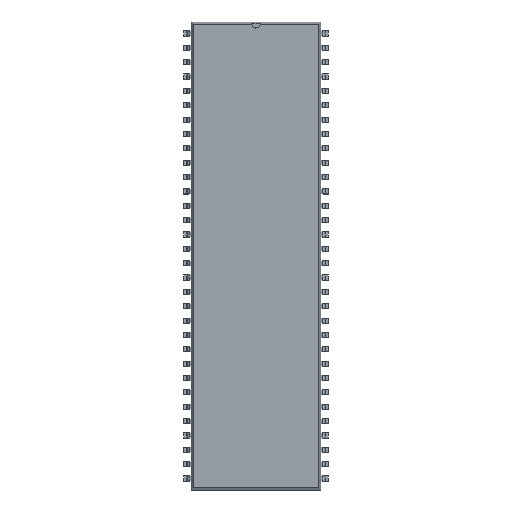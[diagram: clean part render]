
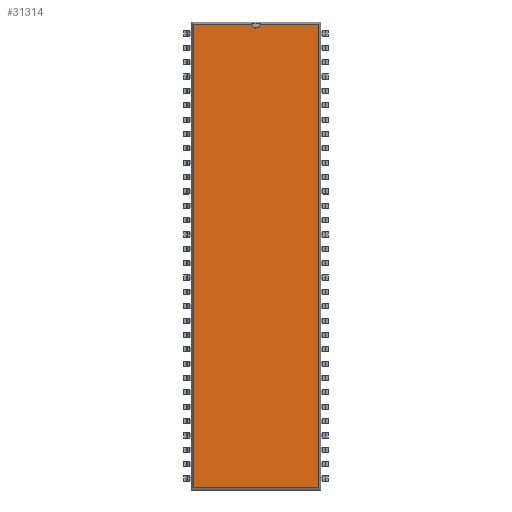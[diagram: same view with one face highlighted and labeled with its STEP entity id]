
A CAD part, top view. The second image highlights one B-rep face of the part: STEP entity #31314.
In plain terms, the highlighted planar face has unit normal (0, 0, 1).
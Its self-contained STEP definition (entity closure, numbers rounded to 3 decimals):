
#20403 = VERTEX_POINT('',#20404);
#20404 = CARTESIAN_POINT('',(11.101,41.003,3.68));
#20409 = EDGE_CURVE('',#20410,#20403,#20412,.T.);
#20410 = VERTEX_POINT('',#20411);
#20411 = CARTESIAN_POINT('',(11.101,-41.003,3.68));
#20412 = LINE('',#20413,#20414);
#20413 = CARTESIAN_POINT('',(11.101,-41.003,3.68));
#20414 = VECTOR('',#20415,1.);
#20415 = DIRECTION('',(0.,1.,0.));
#25713 = VERTEX_POINT('',#25714);
#25714 = CARTESIAN_POINT('',(-11.101,41.003,3.68));
#25719 = EDGE_CURVE('',#25720,#25713,#25722,.T.);
#25720 = VERTEX_POINT('',#25721);
#25721 = CARTESIAN_POINT('',(-0.746,41.003,3.68));
#25722 = LINE('',#25723,#25724);
#25723 = CARTESIAN_POINT('',(11.101,41.003,3.68));
#25724 = VECTOR('',#25725,1.);
#25725 = DIRECTION('',(-1.,0.,0.));
#25748 = VERTEX_POINT('',#25749);
#25749 = CARTESIAN_POINT('',(0.746,41.003,3.68));
#25760 = EDGE_CURVE('',#20403,#25748,#25761,.T.);
#25761 = LINE('',#25762,#25763);
#25762 = CARTESIAN_POINT('',(11.101,41.003,3.68));
#25763 = VECTOR('',#25764,1.);
#25764 = DIRECTION('',(-1.,0.,0.));
#26000 = VERTEX_POINT('',#26001);
#26001 = CARTESIAN_POINT('',(-11.101,-41.003,3.68));
#26006 = EDGE_CURVE('',#25713,#26000,#26007,.T.);
#26007 = LINE('',#26008,#26009);
#26008 = CARTESIAN_POINT('',(-11.101,41.003,3.68));
#26009 = VECTOR('',#26010,1.);
#26010 = DIRECTION('',(0.,-1.,0.));
#31303 = EDGE_CURVE('',#26000,#20410,#31304,.T.);
#31304 = LINE('',#31305,#31306);
#31305 = CARTESIAN_POINT('',(-11.101,-41.003,3.68));
#31306 = VECTOR('',#31307,1.);
#31307 = DIRECTION('',(1.,0.,0.));
#31314 = ADVANCED_FACE('',(#31315),#31338,.F.);
#31315 = FACE_BOUND('',#31316,.F.);
#31316 = EDGE_LOOP('',(#31317,#31318,#31319,#31320,#31321,#31330,#31337)
);
#31317 = ORIENTED_EDGE('',*,*,#20409,.F.);
#31318 = ORIENTED_EDGE('',*,*,#31303,.F.);
#31319 = ORIENTED_EDGE('',*,*,#26006,.F.);
#31320 = ORIENTED_EDGE('',*,*,#25719,.F.);
#31321 = ORIENTED_EDGE('',*,*,#31322,.F.);
#31322 = EDGE_CURVE('',#31323,#25720,#31325,.T.);
#31323 = VERTEX_POINT('',#31324);
#31324 = CARTESIAN_POINT('',(0.,40.328,3.68));
#31325 = CIRCLE('',#31326,0.75);
#31326 = AXIS2_PLACEMENT_3D('',#31327,#31328,#31329);
#31327 = CARTESIAN_POINT('',(0.,41.078,3.68));
#31328 = DIRECTION('',(0.,0.,-1.));
#31329 = DIRECTION('',(0.,-1.,0.));
#31330 = ORIENTED_EDGE('',*,*,#31331,.F.);
#31331 = EDGE_CURVE('',#25748,#31323,#31332,.T.);
#31332 = CIRCLE('',#31333,0.75);
#31333 = AXIS2_PLACEMENT_3D('',#31334,#31335,#31336);
#31334 = CARTESIAN_POINT('',(0.,41.078,3.68));
#31335 = DIRECTION('',(0.,0.,-1.));
#31336 = DIRECTION('',(0.,-1.,0.));
#31337 = ORIENTED_EDGE('',*,*,#25760,.F.);
#31338 = PLANE('',#31339);
#31339 = AXIS2_PLACEMENT_3D('',#31340,#31341,#31342);
#31340 = CARTESIAN_POINT('',(11.101,-41.003,3.68));
#31341 = DIRECTION('',(0.,0.,-1.));
#31342 = DIRECTION('',(-0.261,0.965,0.));
